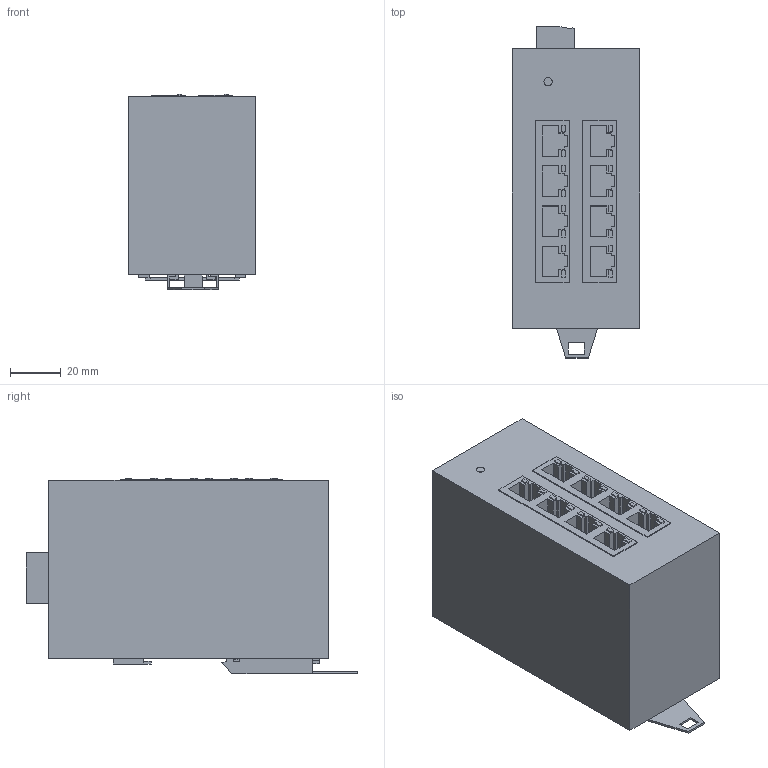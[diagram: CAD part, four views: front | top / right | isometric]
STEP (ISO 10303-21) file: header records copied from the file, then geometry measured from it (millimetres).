
FILE_DESCRIPTION(('Creo Elements/Direct Modeling STEP Export'),'2;1');
FILE_NAME('model.stp','2019-06-07T 2:56:27',(''),(''),'Creo Elements/Direct Modeling STEP processor for AP214 (Solid Model)','Creo Elements/Direct Modeling 20.1A 29-Sep-2018 (C) Parametric Technology GmbH','');
FILE_SCHEMA(('AUTOMOTIVE_DESIGN { 1 0 10303 214 1 1 1 1 }'));
Length unit declared in the file: millimetre
Products named in the file (2): FL_SWITCH_SFNB_8TX-select
Assembly tree (1 placements, depth 2):
  FL_SWITCH_SFNB_8TX-select
    FL_SWITCH_SFNB_8TX-select
Bounding box: 50 x 130.42 x 77 mm (x, y, z)
Volume: 382359.7 mm3; surface area: 42587.7 mm2
Topology: 1 solids, 1 shells, 410 faces, 1081 edges, 714 vertices
Faces by surface type: plane 387, cylinder 23
Entity records: 15419 total; most frequent: ORIENTED_EDGE 2162, CARTESIAN_POINT 2135, DIRECTION 1834, EDGE_CURVE 1081, VECTOR 1008, LINE 1008, VERTEX_POINT 714, EDGE_LOOP 459
